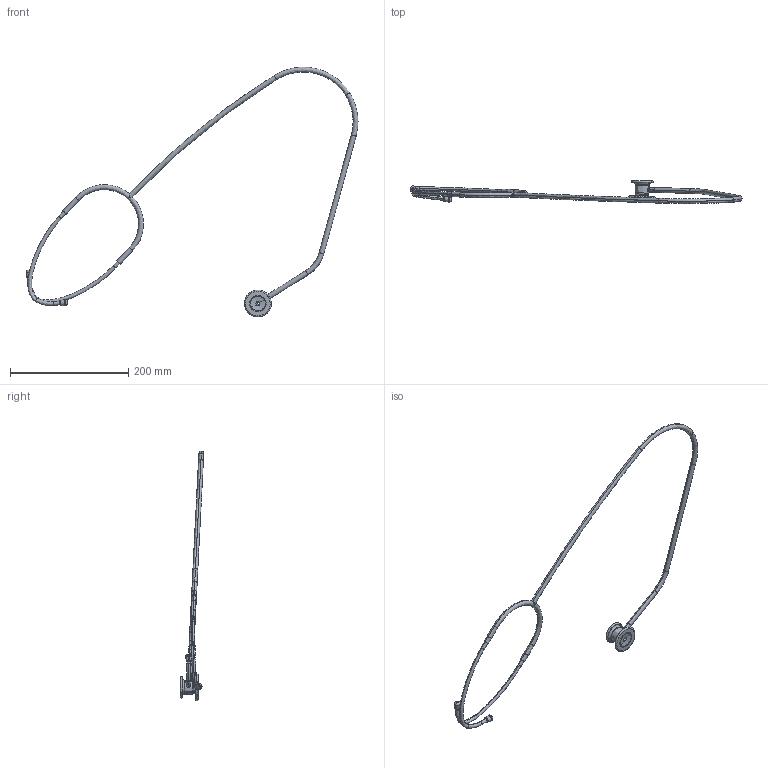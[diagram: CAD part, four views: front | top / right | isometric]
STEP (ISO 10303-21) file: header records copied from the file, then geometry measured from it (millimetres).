
FILE_DESCRIPTION(('FreeCAD Model'),'2;1');
FILE_NAME('Open CASCADE Shape Model','2025-04-29T22:18:17',('FreeCAD'),( 'FreeCAD'),'Open CASCADE STEP processor 7.6','FreeCAD','Unknown');
FILE_SCHEMA(('AUTOMOTIVE_DESIGN { 1 0 10303 214 1 1 1 1 }'));
Length unit declared in the file: millimetre
Products named in the file (1): Open CASCADE STEP translator 7.6 1
Bounding box: 562.51 x 39.8 x 423.09 mm (x, y, z)
Volume: 53858.7 mm3; surface area: 74664.5 mm2
Topology: 6 solids, 6 shells, 157 faces, 329 edges, 189 vertices
Faces by surface type: bspline 157
Entity records: 7266 total; most frequent: CARTESIAN_POINT 5436, ORIENTED_EDGE 658, EDGE_CURVE 329, VERTEX_POINT 189, FACE_BOUND 174, EDGE_LOOP 174, ADVANCED_FACE 157, B_SPLINE_CURVE_WITH_KNOTS 97
